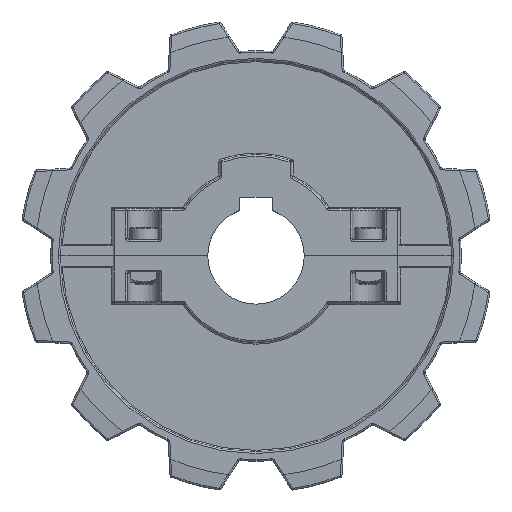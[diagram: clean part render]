
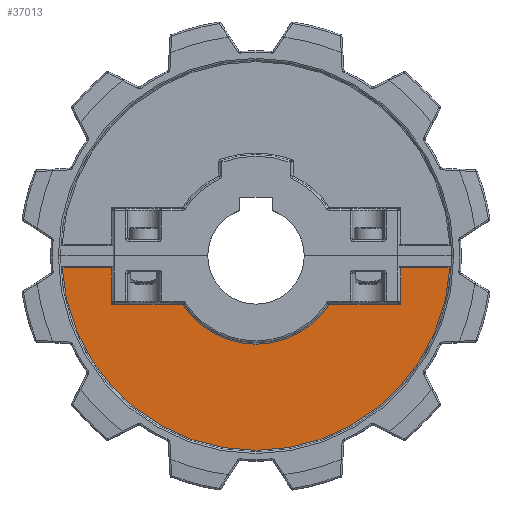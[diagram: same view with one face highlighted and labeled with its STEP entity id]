
A CAD part, top view. The second image highlights one B-rep face of the part: STEP entity #37013.
In plain terms, the highlighted planar face has unit normal (0, 0, 1).
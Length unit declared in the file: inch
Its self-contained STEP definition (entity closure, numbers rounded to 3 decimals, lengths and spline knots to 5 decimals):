
#390 = EDGE_CURVE ( 'NONE', #17009, #9859, #25878, .T. ) ;
#1482 = CARTESIAN_POINT ( 'NONE',  ( 0., -0.145, 0.175 ) ) ;
#1495 = CARTESIAN_POINT ( 'NONE',  ( -1.77, 2.4, 0.175 ) ) ;
#1870 = EDGE_CURVE ( 'NONE', #23573, #23765, #19892, .T. ) ;
#1913 = CARTESIAN_POINT ( 'NONE',  ( -2.37558, -0.145, 0.175 ) ) ;
#1974 = DIRECTION ( 'NONE',  ( 0., -1., 0. ) ) ;
#2353 = VECTOR ( 'NONE', #10177, 39.37008 ) ;
#2617 = EDGE_CURVE ( 'NONE', #36775, #16965, #20768, .T. ) ;
#3286 = PLANE ( 'NONE',  #25235 ) ;
#4323 = VECTOR ( 'NONE', #1974, 39.37008 ) ;
#4464 = ORIENTED_EDGE ( 'NONE', *, *, #1870, .T. ) ;
#4602 = ORIENTED_EDGE ( 'NONE', *, *, #35276, .T. ) ;
#4986 = LINE ( 'NONE', #25773, #4323 ) ;
#7054 = VERTEX_POINT ( 'NONE', #22579 ) ;
#7270 = CARTESIAN_POINT ( 'NONE',  ( -1.77, -0.145, 0.175 ) ) ;
#7341 = CARTESIAN_POINT ( 'NONE',  ( 0., 0., 0.175 ) ) ;
#7657 = VECTOR ( 'NONE', #35541, 39.37008 ) ;
#8911 = FACE_OUTER_BOUND ( 'NONE', #26265, .T. ) ;
#9393 = CARTESIAN_POINT ( 'NONE',  ( 0., -0.145, 0.175 ) ) ;
#9784 = LINE ( 'NONE', #9393, #2353 ) ;
#9859 = VERTEX_POINT ( 'NONE', #15080 ) ;
#10177 = DIRECTION ( 'NONE',  ( -1., 0., 0. ) ) ;
#10188 = AXIS2_PLACEMENT_3D ( 'NONE', #7341, #36719, #18380 ) ;
#10628 = DIRECTION ( 'NONE',  ( -1., 0., 0. ) ) ;
#11931 = VECTOR ( 'NONE', #16711, 39.37008 ) ;
#12911 = DIRECTION ( 'NONE',  ( -1., 0., 0. ) ) ;
#14056 = ORIENTED_EDGE ( 'NONE', *, *, #2617, .T. ) ;
#15080 = CARTESIAN_POINT ( 'NONE',  ( 1.77, -0.145, 0.175 ) ) ;
#16711 = DIRECTION ( 'NONE',  ( 0., 1., 0. ) ) ;
#16876 = EDGE_CURVE ( 'NONE', #7054, #23573, #18994, .T. ) ;
#16965 = VERTEX_POINT ( 'NONE', #19606 ) ;
#17009 = VERTEX_POINT ( 'NONE', #35958 ) ;
#17938 = CARTESIAN_POINT ( 'NONE',  ( 1.77, -0.595, 0.175 ) ) ;
#17954 = CARTESIAN_POINT ( 'NONE',  ( -1.77, -0.595, 0.175 ) ) ;
#18380 = DIRECTION ( 'NONE',  ( 1., 0., 0. ) ) ;
#18784 = VECTOR ( 'NONE', #12911, 39.37008 ) ;
#18994 = LINE ( 'NONE', #19405, #31477 ) ;
#19405 = CARTESIAN_POINT ( 'NONE',  ( 0., -0.595, 0.175 ) ) ;
#19604 = CARTESIAN_POINT ( 'NONE',  ( 0., 2.4, 0.175 ) ) ;
#19606 = CARTESIAN_POINT ( 'NONE',  ( 0.90132, -0.595, 0.175 ) ) ;
#19892 = LINE ( 'NONE', #1495, #11931 ) ;
#20240 = DIRECTION ( 'NONE',  ( 1., 0., 0. ) ) ;
#20768 = LINE ( 'NONE', #38702, #7657 ) ;
#21048 = CIRCLE ( 'NONE', #26174, 1.08 ) ;
#22494 = EDGE_CURVE ( 'NONE', #23765, #22818, #9784, .T. ) ;
#22579 = CARTESIAN_POINT ( 'NONE',  ( -0.90132, -0.595, 0.175 ) ) ;
#22818 = VERTEX_POINT ( 'NONE', #1913 ) ;
#23419 = ORIENTED_EDGE ( 'NONE', *, *, #34934, .T. ) ;
#23573 = VERTEX_POINT ( 'NONE', #17954 ) ;
#23765 = VERTEX_POINT ( 'NONE', #7270 ) ;
#24127 = ORIENTED_EDGE ( 'NONE', *, *, #390, .T. ) ;
#25235 = AXIS2_PLACEMENT_3D ( 'NONE', #19604, #35162, #29204 ) ;
#25773 = CARTESIAN_POINT ( 'NONE',  ( 1.77, 2.4, 0.175 ) ) ;
#25878 = LINE ( 'NONE', #1482, #18784 ) ;
#26174 = AXIS2_PLACEMENT_3D ( 'NONE', #38570, #26247, #20240 ) ;
#26247 = DIRECTION ( 'NONE',  ( 0., 0., -1. ) ) ;
#26265 = EDGE_LOOP ( 'NONE', ( #4602, #28290, #4464, #30616, #23419, #24127, #35842, #14056 ) ) ;
#28042 = CIRCLE ( 'NONE', #10188, 2.38 ) ;
#28290 = ORIENTED_EDGE ( 'NONE', *, *, #16876, .T. ) ;
#29204 = DIRECTION ( 'NONE',  ( 1., 0., 0. ) ) ;
#30616 = ORIENTED_EDGE ( 'NONE', *, *, #22494, .T. ) ;
#31477 = VECTOR ( 'NONE', #10628, 39.37008 ) ;
#33579 = EDGE_CURVE ( 'NONE', #9859, #36775, #4986, .T. ) ;
#34934 = EDGE_CURVE ( 'NONE', #22818, #17009, #28042, .T. ) ;
#35162 = DIRECTION ( 'NONE',  ( 0., 0., 1. ) ) ;
#35276 = EDGE_CURVE ( 'NONE', #16965, #7054, #21048, .T. ) ;
#35541 = DIRECTION ( 'NONE',  ( -1., 0., 0. ) ) ;
#35842 = ORIENTED_EDGE ( 'NONE', *, *, #33579, .T. ) ;
#35958 = CARTESIAN_POINT ( 'NONE',  ( 2.37558, -0.145, 0.175 ) ) ;
#36719 = DIRECTION ( 'NONE',  ( 0., 0., 1. ) ) ;
#36775 = VERTEX_POINT ( 'NONE', #17938 ) ;
#37013 = ADVANCED_FACE ( 'NONE', ( #8911 ), #3286, .T. ) ;
#38570 = CARTESIAN_POINT ( 'NONE',  ( 0., 0., 0.175 ) ) ;
#38702 = CARTESIAN_POINT ( 'NONE',  ( 0., -0.595, 0.175 ) ) ;
